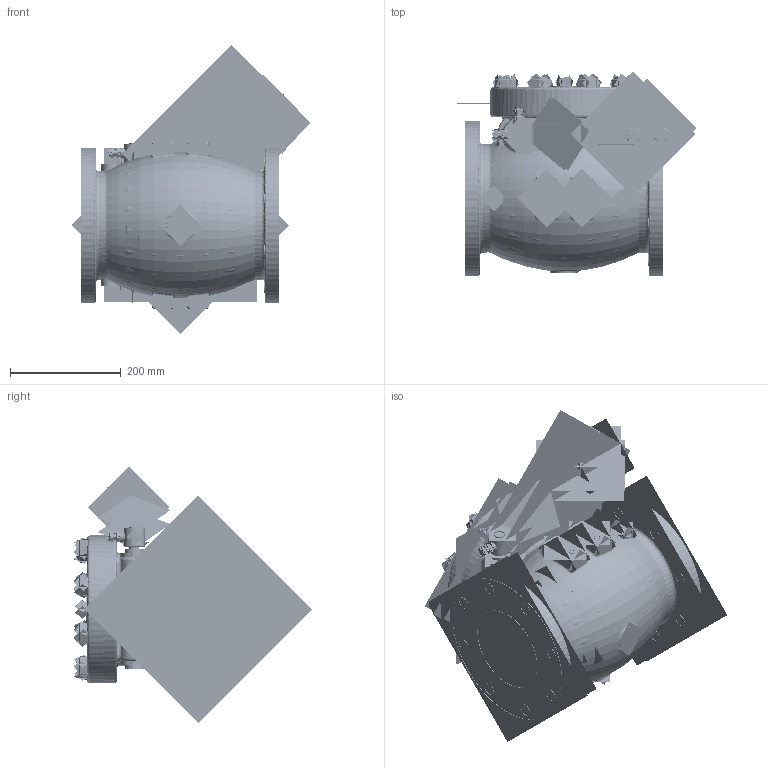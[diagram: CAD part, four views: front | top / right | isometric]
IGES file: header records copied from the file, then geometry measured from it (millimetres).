
Start section:  PTC IGES file: swing_check_valve_80001-flxfl-c_asm.igs
Global section: file name: swing_check_valve_80001-flxfl-c_asm.igs; native system: Creo Parametric by Parametric Technology Corporation; preprocessor: 2013050; author: HAPPY; organization: Unknown; date: 20161221.170533; units: inch
Bounding box: 434.36 x 433.92 x 531.3 mm (x, y, z)
Volume: 11517842.8 mm3; surface area: 7326563.3 mm2
Topology: 45 solids, 45 shells, 2780 faces, 13764 edges, 17362 vertices
Faces by surface type: revolution 1826, bspline 954
